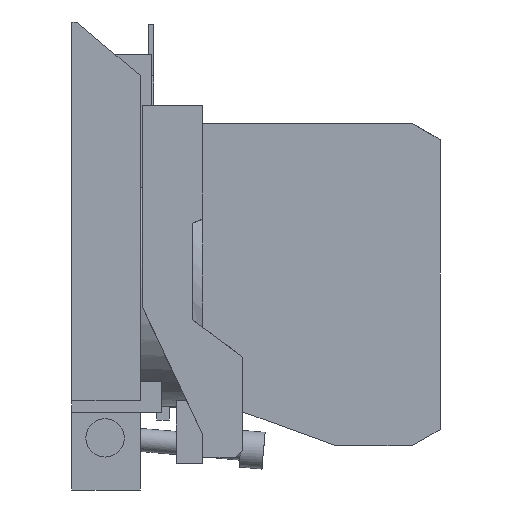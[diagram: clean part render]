
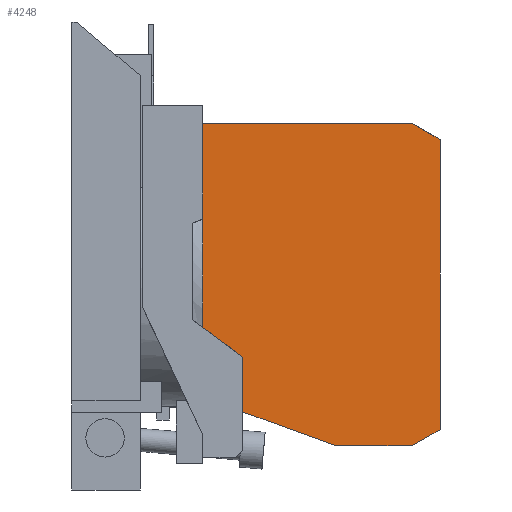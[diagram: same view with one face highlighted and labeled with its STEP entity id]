
A CAD part, front view. The second image highlights one B-rep face of the part: STEP entity #4248.
In plain terms, the highlighted planar face has unit normal (0, -1, 0).
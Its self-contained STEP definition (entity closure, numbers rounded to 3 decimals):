
#3837=CARTESIAN_POINT('POINT41320',(17.,5.113,
   -9.739));
#3838=VERTEX_POINT('VERTEX41320',#3837);
#3841=CARTESIAN_POINT('POINT41321',(13.,5.113,
   -9.739));
#3842=VERTEX_POINT('VERTEX41321',#3841);
#3843=CARTESIAN_POINT('POS73983',(8.89,5.113,
   -9.739));
#3844=DIRECTION('DIR105166',(1.,0.,
   0.));
#3845=VECTOR('VEC42800',#3844,25.4);
#3846=LINE('STRAIGHT42800',#3843,#3845);
#3847=EDGE_CURVE('EDGE62339',#3842,#3838,#3846,.T.);
#3861=CARTESIAN_POINT('POINT41322',(13.,5.113,
   9.739));
#3862=VERTEX_POINT('VERTEX41322',#3861);
#3871=CARTESIAN_POINT('POS73985',(13.,5.113,
   0.));
#3872=DIRECTION('DIR105169',(0.,
   0.,1.));
#3873=VECTOR('VEC42801',#3872,25.4);
#3874=LINE('STRAIGHT42801',#3871,#3873);
#3875=EDGE_CURVE('EDGE62343',#3842,#3862,#3874,.T.);
#3968=CARTESIAN_POINT('POINT41327',(17.,5.113,
   -12.656));
#3969=VERTEX_POINT('VERTEX41327',#3968);
#3986=CARTESIAN_POINT('POINT41330',(26.188,5.113,
   -16.));
#3987=VERTEX_POINT('VERTEX41330',#3986);
#3994=CARTESIAN_POINT('POS74000',(20.169,5.113,
   -13.809));
#3995=DIRECTION('DIR105188',(0.94,0.
   ,-0.342));
#3996=VECTOR('VEC42812',#3995,25.4);
#3997=LINE('STRAIGHT42812',#3994,#3996);
#3998=EDGE_CURVE('EDGE62354',#3969,#3987,#3997,.T.);
#4025=CARTESIAN_POINT('POINT41333',(13.,5.113,16.));
#4026=VERTEX_POINT('VERTEX41333',#4025);
#4033=CARTESIAN_POINT('POINT41334',(33.829,5.113,
   16.));
#4034=VERTEX_POINT('VERTEX41334',#4033);
#4035=CARTESIAN_POINT('POS74005',(24.8,5.113,16.));
#4036=DIRECTION('DIR105194',(1.,0.,
   0.));
#4037=VECTOR('VEC42816',#4036,25.4);
#4038=LINE('STRAIGHT42816',#4035,#4037);
#4039=EDGE_CURVE('EDGE62358',#4026,#4034,#4038,.T.);
#4078=EDGE_CURVE('EDGE62361',#3862,#4026,#3874,.T.);
#4125=CARTESIAN_POINT('POS74011',(17.,5.113,
   -3.61));
#4126=DIRECTION('DIR105202',(0.,0.,-1.));
#4127=VECTOR('VEC42820',#4126,25.4);
#4128=LINE('STRAIGHT42820',#4125,#4127);
#4129=EDGE_CURVE('EDGE62366',#3838,#3969,#4128,.T.);
#4169=CARTESIAN_POINT('POINT41338',(33.829,5.113,
   -16.));
#4170=VERTEX_POINT('VERTEX41338',#4169);
#4177=CARTESIAN_POINT('POS74016',(24.8,5.113,-16.));
#4178=DIRECTION('DIR105208',(1.,0.,
   0.));
#4179=VECTOR('VEC42824',#4178,25.4);
#4180=LINE('STRAIGHT42824',#4177,#4179);
#4181=EDGE_CURVE('EDGE62370',#3987,#4170,#4180,.T.);
#4212=ORIENTED_EDGE('COEDGE124723',*,*,#4129,.T.);
#4213=ORIENTED_EDGE('COEDGE124724',*,*,#3998,.T.);
#4214=ORIENTED_EDGE('COEDGE124725',*,*,#4181,.T.);
#4215=CARTESIAN_POINT('POINT41341',(36.6,5.113,-14.4));
#4216=VERTEX_POINT('VERTEX41341',#4215);
#4217=CARTESIAN_POINT('POS74020',(31.829,5.113,
   -17.155));
#4218=DIRECTION('DIR105215',(0.866,
   0.,0.5));
#4219=VECTOR('VEC42825',#4218,25.4);
#4220=LINE('STRAIGHT42825',#4217,#4219);
#4221=EDGE_CURVE('EDGE62373',#4170,#4216,#4220,.T.);
#4222=ORIENTED_EDGE('COEDGE124726',*,*,#4221,.T.);
#4223=CARTESIAN_POINT('POINT41342',(36.6,5.113,14.4));
#4224=VERTEX_POINT('VERTEX41342',#4223);
#4225=CARTESIAN_POINT('POS74021',(36.6,5.113,
   0.));
#4226=DIRECTION('DIR105216',(0.,0.
   ,-1.));
#4227=VECTOR('VEC42826',#4226,25.4);
#4228=LINE('STRAIGHT42826',#4225,#4227);
#4229=EDGE_CURVE('EDGE62374',#4224,#4216,#4228,.T.);
#4230=ORIENTED_EDGE('COEDGE124727',*,*,#4229,.F.);
#4231=CARTESIAN_POINT('POS74022',(31.829,5.113,
   17.155));
#4232=DIRECTION('DIR105217',(-0.866,
   0.,0.5));
#4233=VECTOR('VEC42827',#4232,25.4);
#4234=LINE('STRAIGHT42827',#4231,#4233);
#4235=EDGE_CURVE('EDGE62375',#4224,#4034,#4234,.T.);
#4236=ORIENTED_EDGE('COEDGE124728',*,*,#4235,.T.);
#4237=ORIENTED_EDGE('COEDGE124729',*,*,#4039,.F.);
#4238=ORIENTED_EDGE('COEDGE124730',*,*,#4078,.F.);
#4239=ORIENTED_EDGE('COEDGE124731',*,*,#3875,.F.);
#4240=ORIENTED_EDGE('COEDGE124732',*,*,#3847,.T.);
#4241=EDGE_LOOP('NONE',(#4212,#4213,#4214,#4222,#4230,#4236,#4237,#4238,
   #4239,#4240));
#4242=FACE_BOUND('LOOP1',#4241,.T.);
#4243=CARTESIAN_POINT('POS74023',(24.8,5.113,
   0.));
#4244=DIRECTION('DIR105218',(0.,1.,
   0.));
#4245=DIRECTION('DIR105219',(1.,0.,
   0.));
#4246=AXIS2_PLACEMENT_3D('AXIS31196',#4243,#4244,#4245);
#4247=PLANE('PLANE16504',#4246);
#4248=ADVANCED_FACE('FACE25177',(#4242),#4247,.F.);
